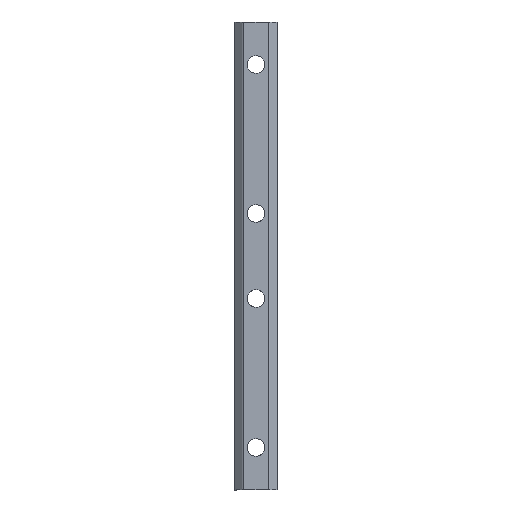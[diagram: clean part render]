
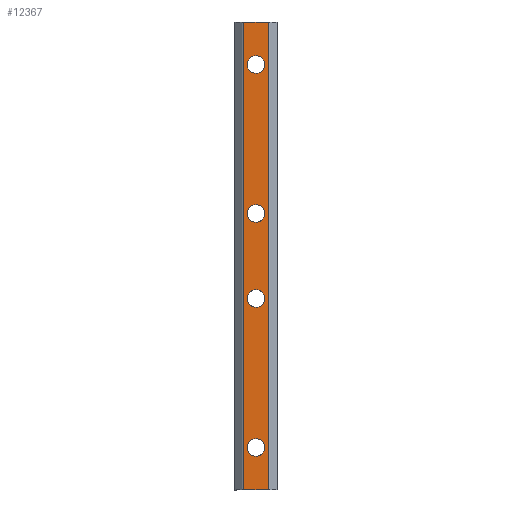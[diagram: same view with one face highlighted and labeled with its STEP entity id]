
A CAD part, front view. The second image highlights one B-rep face of the part: STEP entity #12367.
In plain terms, the highlighted planar face has unit normal (0, -1, 0).
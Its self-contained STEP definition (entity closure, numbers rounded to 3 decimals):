
#580 = VERTEX_POINT ( 'NONE', #17948 ) ;
#633 = CARTESIAN_POINT ( 'NONE',  ( 0., -3.5, -45. ) ) ;
#694 = DIRECTION ( 'NONE',  ( 0., 1., 0. ) ) ;
#861 = DIRECTION ( 'NONE',  ( 0., 0., -1. ) ) ;
#1139 = LINE ( 'NONE', #21702, #2344 ) ;
#1272 = CARTESIAN_POINT ( 'NONE',  ( 0., -3.5, 45. ) ) ;
#1700 = CARTESIAN_POINT ( 'NONE',  ( -2.893, -3.5, 0. ) ) ;
#1717 = FACE_BOUND ( 'NONE', #14748, .T. ) ;
#1892 = CARTESIAN_POINT ( 'NONE',  ( 0., -3.5, -42.9 ) ) ;
#2018 = ORIENTED_EDGE ( 'NONE', *, *, #9779, .F. ) ;
#2022 = VERTEX_POINT ( 'NONE', #17609 ) ;
#2344 = VECTOR ( 'NONE', #16801, 1000. ) ;
#2471 = EDGE_CURVE ( 'NONE', #6516, #4124, #21237, .T. ) ;
#2516 = ORIENTED_EDGE ( 'NONE', *, *, #3739, .T. ) ;
#2585 = CARTESIAN_POINT ( 'NONE',  ( 0., -3.5, 47.1 ) ) ;
#2605 = ORIENTED_EDGE ( 'NONE', *, *, #6759, .T. ) ;
#2628 = AXIS2_PLACEMENT_3D ( 'NONE', #633, #694, #861 ) ;
#3037 = VECTOR ( 'NONE', #5781, 1000. ) ;
#3137 = DIRECTION ( 'NONE',  ( 0., 0., -1. ) ) ;
#3565 = CARTESIAN_POINT ( 'NONE',  ( 2.893, -3.5, -55. ) ) ;
#3739 = EDGE_CURVE ( 'NONE', #5110, #10666, #14750, .T. ) ;
#3903 = ORIENTED_EDGE ( 'NONE', *, *, #20485, .T. ) ;
#4124 = VERTEX_POINT ( 'NONE', #5275 ) ;
#4505 = AXIS2_PLACEMENT_3D ( 'NONE', #17525, #7480, #19187 ) ;
#4814 = VERTEX_POINT ( 'NONE', #2585 ) ;
#5110 = VERTEX_POINT ( 'NONE', #7494 ) ;
#5275 = CARTESIAN_POINT ( 'NONE',  ( 0., -3.5, -47.1 ) ) ;
#5443 = FACE_OUTER_BOUND ( 'NONE', #9704, .T. ) ;
#5465 = DIRECTION ( 'NONE',  ( 0., 1., 0. ) ) ;
#5477 = CARTESIAN_POINT ( 'NONE',  ( -2.1, -3.5, -10. ) ) ;
#5691 = LINE ( 'NONE', #1700, #21838 ) ;
#5781 = DIRECTION ( 'NONE',  ( 1., 0., 0. ) ) ;
#5983 = FACE_BOUND ( 'NONE', #10880, .T. ) ;
#6456 = DIRECTION ( 'NONE',  ( 0., 1., 0. ) ) ;
#6516 = VERTEX_POINT ( 'NONE', #1892 ) ;
#6699 = CARTESIAN_POINT ( 'NONE',  ( 0., -3.5, -45. ) ) ;
#6726 = DIRECTION ( 'NONE',  ( 1., 0., 0. ) ) ;
#6759 = EDGE_CURVE ( 'NONE', #21847, #580, #1139, .T. ) ;
#7346 = CARTESIAN_POINT ( 'NONE',  ( 0., -3.5, -10. ) ) ;
#7480 = DIRECTION ( 'NONE',  ( 0., 1., 0. ) ) ;
#7494 = CARTESIAN_POINT ( 'NONE',  ( 2.1, -3.5, -10. ) ) ;
#7634 = CARTESIAN_POINT ( 'NONE',  ( 0., -3.5, 7.9 ) ) ;
#7645 = AXIS2_PLACEMENT_3D ( 'NONE', #19582, #9561, #21230 ) ;
#7733 = AXIS2_PLACEMENT_3D ( 'NONE', #15115, #20029, #6726 ) ;
#7982 = EDGE_LOOP ( 'NONE', ( #17395, #9490 ) ) ;
#8116 = VERTEX_POINT ( 'NONE', #12030 ) ;
#8355 = DIRECTION ( 'NONE',  ( 0., 0., -1. ) ) ;
#8498 = ORIENTED_EDGE ( 'NONE', *, *, #11335, .T. ) ;
#9025 = DIRECTION ( 'NONE',  ( 1., 0., 0. ) ) ;
#9450 = ORIENTED_EDGE ( 'NONE', *, *, #16475, .T. ) ;
#9490 = ORIENTED_EDGE ( 'NONE', *, *, #2471, .T. ) ;
#9561 = DIRECTION ( 'NONE',  ( 0., 1., 0. ) ) ;
#9704 = EDGE_LOOP ( 'NONE', ( #2018, #2605, #11760, #12900 ) ) ;
#9779 = EDGE_CURVE ( 'NONE', #21847, #15195, #21917, .T. ) ;
#9886 = FACE_BOUND ( 'NONE', #18908, .T. ) ;
#9906 = CIRCLE ( 'NONE', #11958, 2.1 ) ;
#10030 = EDGE_CURVE ( 'NONE', #4124, #6516, #19862, .T. ) ;
#10666 = VERTEX_POINT ( 'NONE', #5477 ) ;
#10880 = EDGE_LOOP ( 'NONE', ( #2516, #13279 ) ) ;
#11335 = EDGE_CURVE ( 'NONE', #4814, #2022, #9906, .T. ) ;
#11573 = AXIS2_PLACEMENT_3D ( 'NONE', #15505, #5465, #17176 ) ;
#11760 = ORIENTED_EDGE ( 'NONE', *, *, #17653, .F. ) ;
#11942 = CARTESIAN_POINT ( 'NONE',  ( -2.893, -3.5, 55. ) ) ;
#11958 = AXIS2_PLACEMENT_3D ( 'NONE', #1272, #13383, #3137 ) ;
#12030 = CARTESIAN_POINT ( 'NONE',  ( 0., -3.5, 12.1 ) ) ;
#12367 = ADVANCED_FACE ( 'NONE', ( #9886, #14366, #5983, #1717, #5443 ), #16767, .T. ) ;
#12900 = ORIENTED_EDGE ( 'NONE', *, *, #14539, .T. ) ;
#13279 = ORIENTED_EDGE ( 'NONE', *, *, #20254, .T. ) ;
#13383 = DIRECTION ( 'NONE',  ( 0., 1., 0. ) ) ;
#14118 = DIRECTION ( 'NONE',  ( 0., 0., -1. ) ) ;
#14366 = FACE_BOUND ( 'NONE', #7982, .T. ) ;
#14539 = EDGE_CURVE ( 'NONE', #15892, #15195, #5691, .T. ) ;
#14585 = VERTEX_POINT ( 'NONE', #7634 ) ;
#14702 = AXIS2_PLACEMENT_3D ( 'NONE', #16484, #6456, #18171 ) ;
#14748 = EDGE_LOOP ( 'NONE', ( #9450, #19046 ) ) ;
#14750 = CIRCLE ( 'NONE', #18182, 2.1 ) ;
#15115 = CARTESIAN_POINT ( 'NONE',  ( -2.893, -3.5, -55. ) ) ;
#15195 = VERTEX_POINT ( 'NONE', #17100 ) ;
#15505 = CARTESIAN_POINT ( 'NONE',  ( 0., -3.5, 10. ) ) ;
#15563 = CIRCLE ( 'NONE', #7645, 2.1 ) ;
#15801 = CIRCLE ( 'NONE', #14702, 2.1 ) ;
#15892 = VERTEX_POINT ( 'NONE', #11942 ) ;
#16475 = EDGE_CURVE ( 'NONE', #14585, #8116, #21544, .T. ) ;
#16484 = CARTESIAN_POINT ( 'NONE',  ( 0., -3.5, 45. ) ) ;
#16767 = PLANE ( 'NONE',  #7733 ) ;
#16801 = DIRECTION ( 'NONE',  ( 0., 0., 1. ) ) ;
#17100 = CARTESIAN_POINT ( 'NONE',  ( -2.893, -3.5, -55. ) ) ;
#17176 = DIRECTION ( 'NONE',  ( 0., 0., -1. ) ) ;
#17365 = CIRCLE ( 'NONE', #4505, 2.1 ) ;
#17395 = ORIENTED_EDGE ( 'NONE', *, *, #10030, .T. ) ;
#17492 = CARTESIAN_POINT ( 'NONE',  ( 0., -3.5, -55. ) ) ;
#17525 = CARTESIAN_POINT ( 'NONE',  ( 0., -3.5, -10. ) ) ;
#17546 = VECTOR ( 'NONE', #20810, 1000. ) ;
#17609 = CARTESIAN_POINT ( 'NONE',  ( 0., -3.5, 42.9 ) ) ;
#17653 = EDGE_CURVE ( 'NONE', #15892, #580, #20514, .T. ) ;
#17948 = CARTESIAN_POINT ( 'NONE',  ( 2.893, -3.5, 55. ) ) ;
#18171 = DIRECTION ( 'NONE',  ( 0., 0., -1. ) ) ;
#18182 = AXIS2_PLACEMENT_3D ( 'NONE', #7346, #19066, #9025 ) ;
#18401 = AXIS2_PLACEMENT_3D ( 'NONE', #6699, #18421, #8355 ) ;
#18421 = DIRECTION ( 'NONE',  ( 0., 1., 0. ) ) ;
#18850 = EDGE_CURVE ( 'NONE', #8116, #14585, #15563, .T. ) ;
#18908 = EDGE_LOOP ( 'NONE', ( #3903, #8498 ) ) ;
#19046 = ORIENTED_EDGE ( 'NONE', *, *, #18850, .T. ) ;
#19066 = DIRECTION ( 'NONE',  ( 0., 1., 0. ) ) ;
#19187 = DIRECTION ( 'NONE',  ( 1., 0., 0. ) ) ;
#19582 = CARTESIAN_POINT ( 'NONE',  ( 0., -3.5, 10. ) ) ;
#19862 = CIRCLE ( 'NONE', #18401, 2.1 ) ;
#20029 = DIRECTION ( 'NONE',  ( 0., -1., 0. ) ) ;
#20254 = EDGE_CURVE ( 'NONE', #10666, #5110, #17365, .T. ) ;
#20485 = EDGE_CURVE ( 'NONE', #2022, #4814, #15801, .T. ) ;
#20514 = LINE ( 'NONE', #20801, #3037 ) ;
#20801 = CARTESIAN_POINT ( 'NONE',  ( 0., -3.5, 55. ) ) ;
#20810 = DIRECTION ( 'NONE',  ( -1., 0., 0. ) ) ;
#21230 = DIRECTION ( 'NONE',  ( 0., 0., -1. ) ) ;
#21237 = CIRCLE ( 'NONE', #2628, 2.1 ) ;
#21544 = CIRCLE ( 'NONE', #11573, 2.1 ) ;
#21702 = CARTESIAN_POINT ( 'NONE',  ( 2.893, -3.5, 0. ) ) ;
#21838 = VECTOR ( 'NONE', #14118, 1000. ) ;
#21847 = VERTEX_POINT ( 'NONE', #3565 ) ;
#21917 = LINE ( 'NONE', #17492, #17546 ) ;
